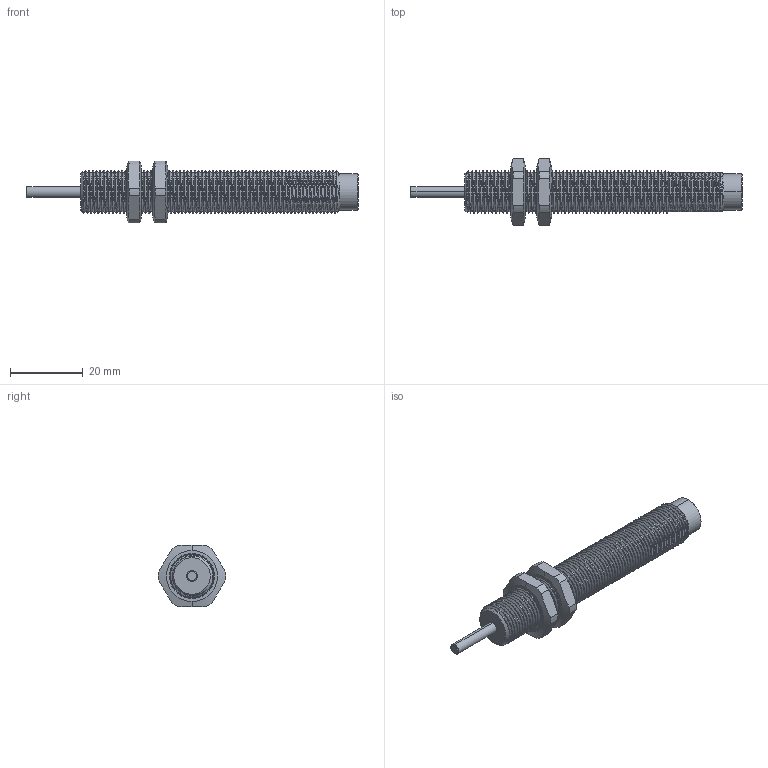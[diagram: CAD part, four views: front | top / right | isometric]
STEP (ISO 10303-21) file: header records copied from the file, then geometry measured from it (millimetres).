
FILE_DESCRIPTION (( 'STEP AP214' ), '1' );
FILE_NAME ('J2030M-SA.STEP', '2017-12-06T19:37:36', ( '' ), ( '' ), 'SwSTEP 2.0', 'SolidWorks 2017', '' );
FILE_SCHEMA (( 'AUTOMOTIVE_DESIGN' ));
Length unit declared in the file: inch
Products named in the file (1): J2030M-SA
Bounding box: 91.19 x 18.49 x 17 mm (x, y, z)
Volume: 8520.6 mm3; surface area: 5752.2 mm2
Topology: 3 solids, 3 shells, 399 faces, 1157 edges, 766 vertices
Faces by surface type: cylinder 319, plane 52, cone 26, bspline 2
Entity records: 25149 total; most frequent: CARTESIAN_POINT 11304, ORIENTED_EDGE 2314, DIRECTION 1324, EDGE_CURVE 1157, VERTEX_POINT 766, AXIS2_PLACEMENT_3D 470, EDGE_LOOP 405, LENGTH_MEASURE_WITH_UNIT 404
